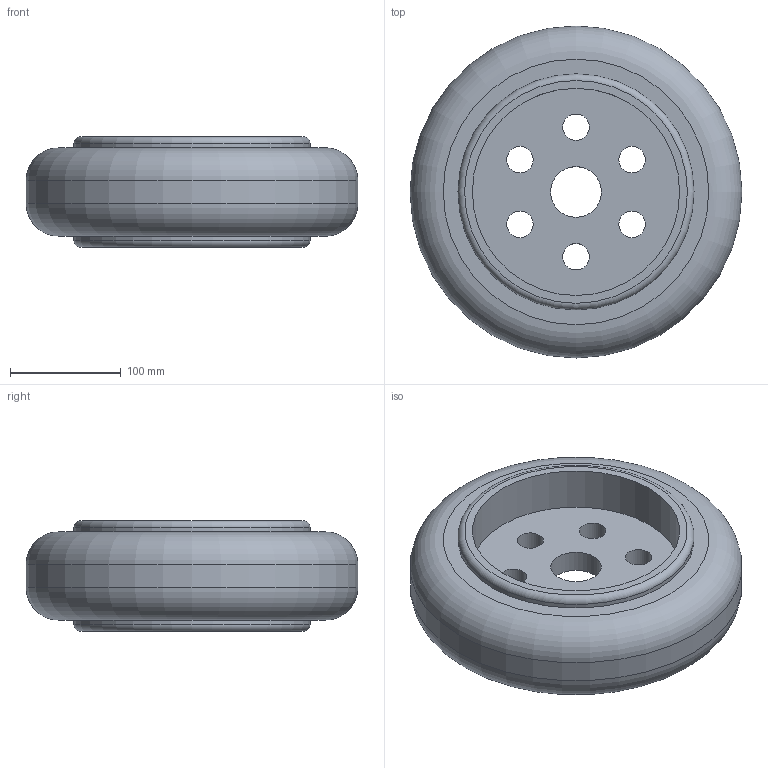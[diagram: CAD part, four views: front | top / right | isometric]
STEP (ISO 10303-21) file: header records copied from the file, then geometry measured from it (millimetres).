
FILE_DESCRIPTION((' '),'2;1');
FILE_NAME( 'rear.stp', '2018-03- 2T19:59:57', (' '), ('--- Datakit www.datakit.com---'), ' Datakit CrossCadWare V2017.1 Dec 27 2016', 'DATAKIT 2018 (c)', ' ');
FILE_SCHEMA(('AP203_CONFIGURATION_CONTROLLED_3D_DESIGN_OF_MECHANICAL_PARTS_AND_ASSEMBLIES_MIM_LF { 1 0 10303 403 2 1 2}'));
Length unit declared in the file: millimetre
Products named in the file (1): rear
Bounding box: 300 x 300 x 100 mm (x, y, z)
Volume: 3720709.6 mm3; surface area: 251916.4 mm2
Topology: 1 solids, 1 shells, 22 faces, 44 edges, 28 vertices
Faces by surface type: cylinder 12, plane 6, torus 4
Full cylindrical faces by diameter (mm): 23.883 x6, 45.732 x1, 187.323 x2, 213.386 x2, 300 x1
Entity records: 560 total; most frequent: DIRECTION 102, CARTESIAN_POINT 79, ORIENTED_EDGE 56, EDGE_LOOP 56, AXIS2_PLACEMENT_3D 51, FACE_OUTER_BOUND 38, VERTEX_POINT 28, CIRCLE 28
